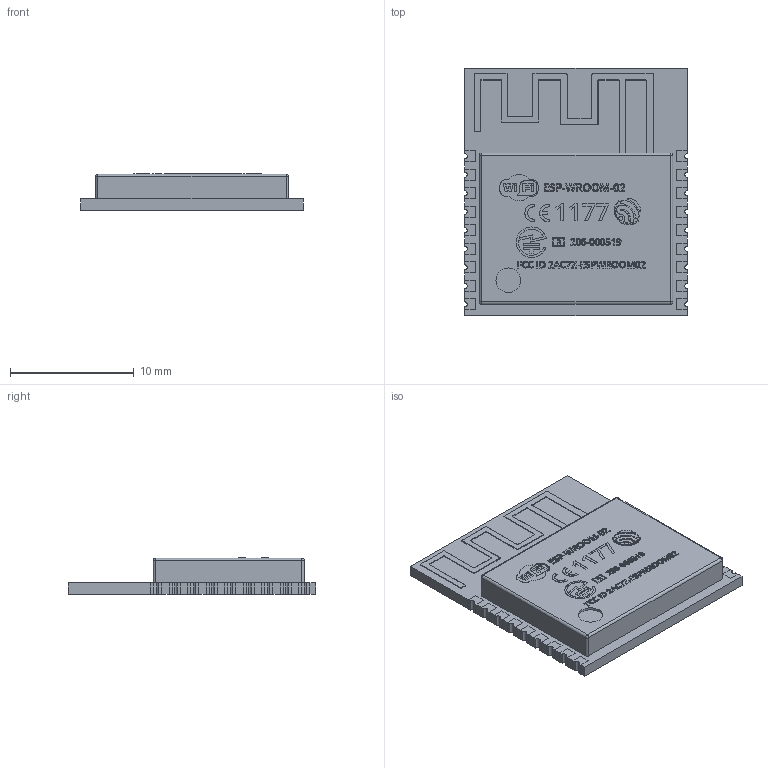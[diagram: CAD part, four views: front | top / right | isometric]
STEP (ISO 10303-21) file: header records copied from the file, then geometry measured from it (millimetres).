
FILE_DESCRIPTION(('FreeCAD Model'),'2;1');
FILE_NAME('esp-wroom-02.step', '2018-03-02T06:38:12',('kicad StepUp'),('ksu MCAD'), 'Open CASCADE STEP processor 7.1','FreeCAD','Unknown');
FILE_SCHEMA(('AUTOMOTIVE_DESIGN_CC2 { 1 2 10303 214 -1 1 5 4 }'));
Length unit declared in the file: millimetre
Products named in the file (1): esp-wroom-02
Bounding box: 18 x 20 x 2.93 mm (x, y, z)
Volume: 418.1 mm3; surface area: 1342.8 mm2
Topology: 1 solids, 1 shells, 1331 faces, 3646 edges, 2401 vertices
Faces by surface type: extrusion 683, plane 514, cylinder 98, torus 28, sphere 8
Full cylindrical faces by diameter (mm): 2 x1
Entity records: 32707 total; most frequent: CARTESIAN_POINT 9612, ORIENTED_EDGE 5028, EDGE_CURVE 3638, VERTEX_POINT 2401, B_SPLINE_CURVE_WITH_KNOTS 2026, LINE 1970, FACE_BOUND 1423, EDGE_LOOP 1423
